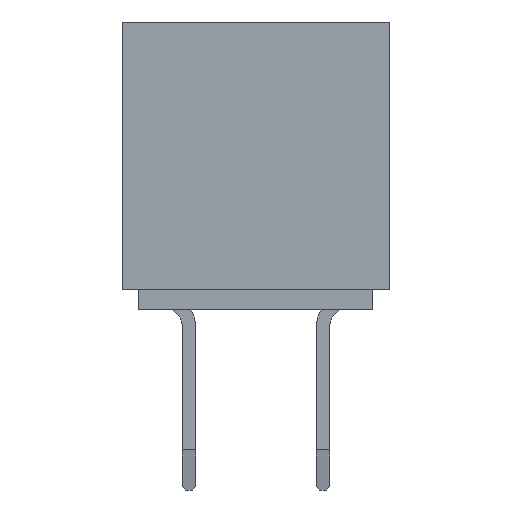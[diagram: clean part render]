
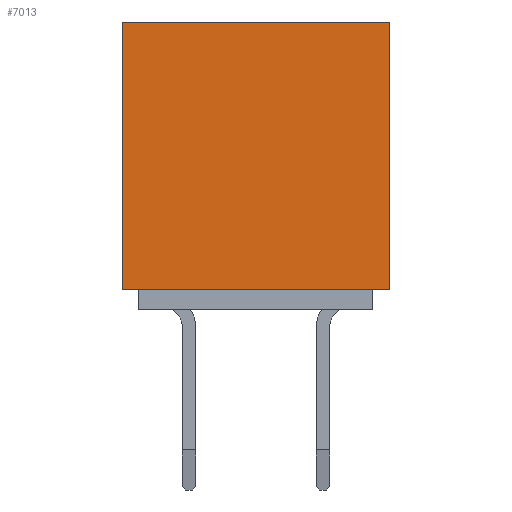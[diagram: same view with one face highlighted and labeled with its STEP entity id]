
A CAD part, left-side view. The second image highlights one B-rep face of the part: STEP entity #7013.
In plain terms, the highlighted planar face has unit normal (-1, 0, 0).
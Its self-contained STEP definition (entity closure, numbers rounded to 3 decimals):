
#502=ORIENTED_EDGE('',*,*,#2526,.T.);
#503=ORIENTED_EDGE('',*,*,#2527,.T.);
#504=ORIENTED_EDGE('',*,*,#2290,.T.);
#505=ORIENTED_EDGE('',*,*,#2528,.F.);
#2290=EDGE_CURVE('',#3311,#3309,#3948,.T.);
#2526=EDGE_CURVE('',#3530,#3531,#4184,.T.);
#2527=EDGE_CURVE('',#3531,#3311,#4185,.T.);
#2528=EDGE_CURVE('',#3530,#3309,#4186,.T.);
#3309=VERTEX_POINT('',#9830);
#3311=VERTEX_POINT('',#9833);
#3530=VERTEX_POINT('',#10320);
#3531=VERTEX_POINT('',#10321);
#3948=LINE('',#9832,#4892);
#4184=LINE('',#10319,#5128);
#4185=LINE('',#10322,#5129);
#4186=LINE('',#10323,#5130);
#4892=VECTOR('',#7911,1000.);
#5128=VECTOR('',#8211,1000.);
#5129=VECTOR('',#8212,1000.);
#5130=VECTOR('',#8213,1000.);
#5844=EDGE_LOOP('',(#502,#503,#504,#505));
#6264=FACE_BOUND('',#5844,.T.);
#6668=PLANE('',#7427);
#7013=ADVANCED_FACE('',(#6264),#6668,.T.);
#7427=AXIS2_PLACEMENT_3D('',#10318,#8209,#8210);
#7911=DIRECTION('',(0.,1.,0.));
#8209=DIRECTION('',(-1.,0.,0.));
#8210=DIRECTION('',(0.,0.,1.));
#8211=DIRECTION('',(0.,-1.,0.));
#8212=DIRECTION('',(0.,0.,1.));
#8213=DIRECTION('',(0.,0.,1.));
#9830=CARTESIAN_POINT('',(-8.3,2.,2.15));
#9832=CARTESIAN_POINT('',(-8.3,-2.,2.15));
#9833=CARTESIAN_POINT('',(-8.3,-2.,2.15));
#10318=CARTESIAN_POINT('',(-8.3,-2.,-2.15));
#10319=CARTESIAN_POINT('',(-8.3,2.,-1.85));
#10320=CARTESIAN_POINT('',(-8.3,2.,-1.85));
#10321=CARTESIAN_POINT('',(-8.3,-2.,-1.85));
#10322=CARTESIAN_POINT('',(-8.3,-2.,-2.15));
#10323=CARTESIAN_POINT('',(-8.3,2.,-2.15));
